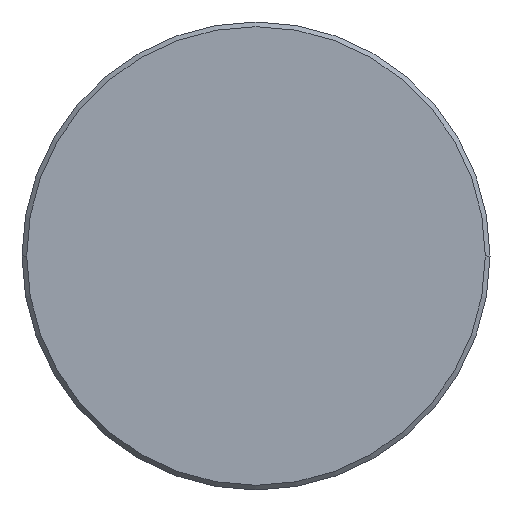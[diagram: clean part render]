
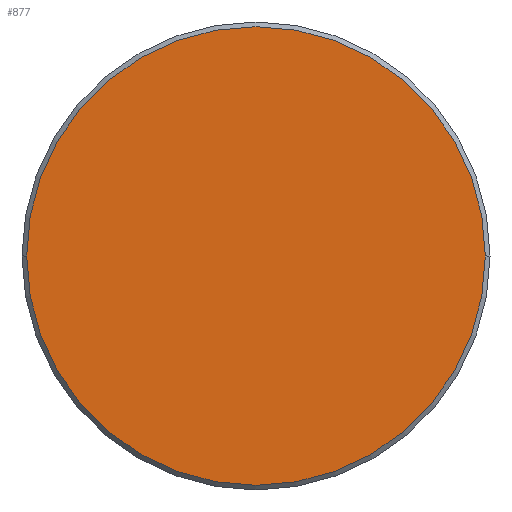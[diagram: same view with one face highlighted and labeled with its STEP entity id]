
A CAD part, front view. The second image highlights one B-rep face of the part: STEP entity #877.
In plain terms, the highlighted planar face has unit normal (0, -1, 0).
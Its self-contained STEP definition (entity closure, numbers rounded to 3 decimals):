
#538 = DIRECTION ( 'NONE',  ( -1., 0., 0. ) ) ;
#877 = ADVANCED_FACE ( 'NONE', ( #4746 ), #7497, .F. ) ;
#1871 = CARTESIAN_POINT ( 'NONE',  ( 0., -41.5, 0. ) ) ;
#2147 = DIRECTION ( 'NONE',  ( -1., 0., 0. ) ) ;
#2957 = CIRCLE ( 'NONE', #8052, 31.36 ) ;
#3315 = VERTEX_POINT ( 'NONE', #3650 ) ;
#3408 = CARTESIAN_POINT ( 'NONE',  ( 31.36, -41.5, 0. ) ) ;
#3629 = AXIS2_PLACEMENT_3D ( 'NONE', #8212, #7453, #2147 ) ;
#3650 = CARTESIAN_POINT ( 'NONE',  ( -31.36, -41.5, 0. ) ) ;
#3931 = DIRECTION ( 'NONE',  ( 0., -1., 0. ) ) ;
#4287 = CIRCLE ( 'NONE', #4862, 31.36 ) ;
#4443 = EDGE_CURVE ( 'NONE', #3315, #6206, #2957, .T. ) ;
#4746 = FACE_OUTER_BOUND ( 'NONE', #6372, .T. ) ;
#4862 = AXIS2_PLACEMENT_3D ( 'NONE', #1871, #8590, #5176 ) ;
#5176 = DIRECTION ( 'NONE',  ( -1., 0., 0. ) ) ;
#5258 = ORIENTED_EDGE ( 'NONE', *, *, #6605, .T. ) ;
#5798 = CARTESIAN_POINT ( 'NONE',  ( 0., -41.5, 0. ) ) ;
#6206 = VERTEX_POINT ( 'NONE', #3408 ) ;
#6372 = EDGE_LOOP ( 'NONE', ( #7187, #5258 ) ) ;
#6605 = EDGE_CURVE ( 'NONE', #6206, #3315, #4287, .T. ) ;
#7187 = ORIENTED_EDGE ( 'NONE', *, *, #4443, .T. ) ;
#7453 = DIRECTION ( 'NONE',  ( 0., 1., 0. ) ) ;
#7497 = PLANE ( 'NONE',  #3629 ) ;
#8052 = AXIS2_PLACEMENT_3D ( 'NONE', #5798, #3931, #538 ) ;
#8212 = CARTESIAN_POINT ( 'NONE',  ( -32., -41.5, 0. ) ) ;
#8590 = DIRECTION ( 'NONE',  ( 0., -1., 0. ) ) ;
